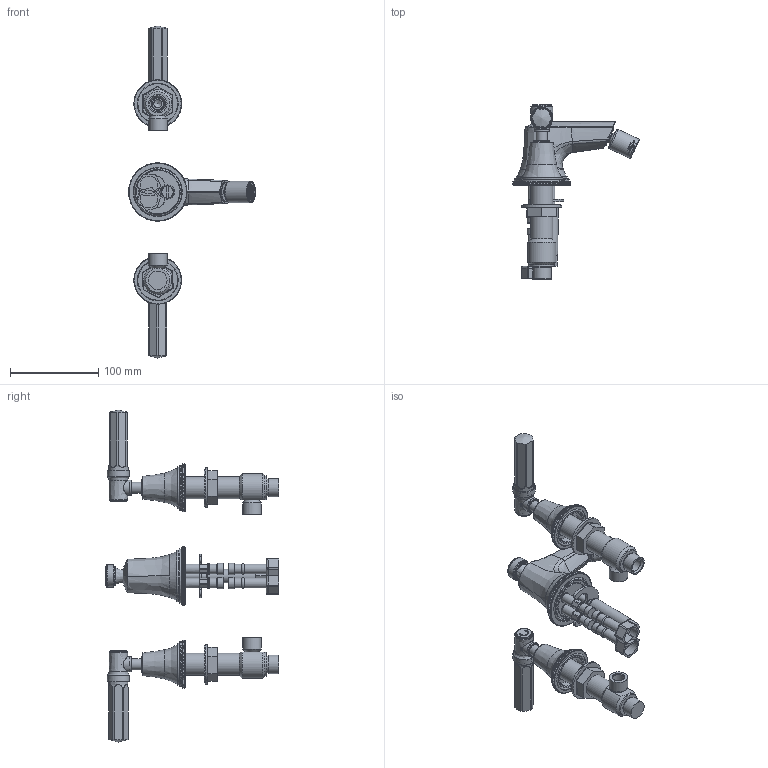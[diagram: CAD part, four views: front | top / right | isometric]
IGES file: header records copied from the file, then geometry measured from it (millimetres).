
Global section: file name: V6K13-L-NP; native system: Autodesk Inventor 2018; preprocessor: unknown; author: aduggalther; date: 20180910.110656; units: millimetre
Bounding box: 143.57 x 197 x 376 mm (x, y, z)
Volume: 463917.8 mm3; surface area: 185628 mm2
Topology: 53 solids, 57 shells, 4465 faces, 11734 edges, 7662 vertices
Faces by surface type: bspline 4465
